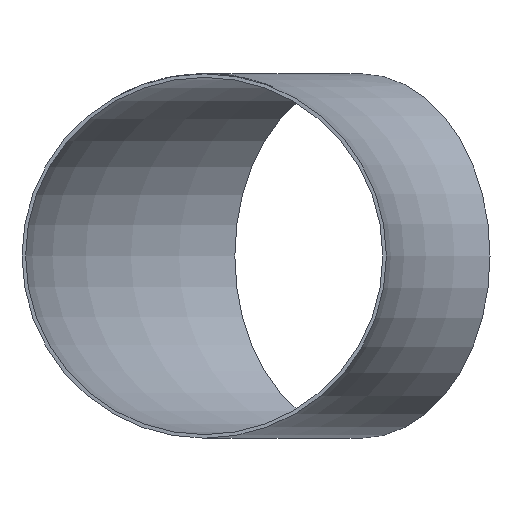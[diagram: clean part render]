
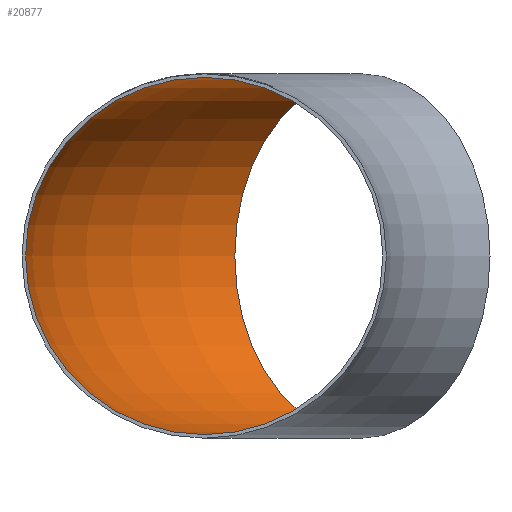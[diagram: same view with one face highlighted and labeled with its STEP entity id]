
A CAD part, front view. The second image highlights one B-rep face of the part: STEP entity #20877.
In plain terms, the highlighted toroidal (fillet/blend) face has major radius 450 mm and minor radius 150 mm.
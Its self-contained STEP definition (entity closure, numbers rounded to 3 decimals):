
#2881 = CARTESIAN_POINT ( 'NONE',  ( -450., 0., 0. ) ) ;
#4049 = VERTEX_POINT ( 'NONE', #7092 ) ;
#4178 = ORIENTED_EDGE ( 'NONE', *, *, #23064, .F. ) ;
#6744 = VERTEX_POINT ( 'NONE', #14821 ) ;
#7092 = CARTESIAN_POINT ( 'NONE',  ( -450., 0., 150. ) ) ;
#7334 = EDGE_CURVE ( 'NONE', #6744, #6744, #33928, .T. ) ;
#8255 = TOROIDAL_SURFACE ( 'NONE', #11116, 450., 150. ) ;
#8273 = DIRECTION ( 'NONE',  ( 0., 1., 0. ) ) ;
#9023 = EDGE_LOOP ( 'NONE', ( #20060 ) ) ;
#10104 = FACE_OUTER_BOUND ( 'NONE', #35366, .T. ) ;
#10455 = CARTESIAN_POINT ( 'NONE',  ( 0., 0., 0. ) ) ;
#11116 = AXIS2_PLACEMENT_3D ( 'NONE', #10455, #35079, #23952 ) ;
#14821 = CARTESIAN_POINT ( 'NONE',  ( -424.264, 424.264, 0. ) ) ;
#17657 = DIRECTION ( 'NONE',  ( 0.707, 0.707, 0. ) ) ;
#18561 = FACE_OUTER_BOUND ( 'NONE', #9023, .T. ) ;
#20060 = ORIENTED_EDGE ( 'NONE', *, *, #7334, .T. ) ;
#20877 = ADVANCED_FACE ( 'NONE', ( #18561, #10104 ), #8255, .F. ) ;
#23064 = EDGE_CURVE ( 'NONE', #4049, #4049, #33058, .T. ) ;
#23952 = DIRECTION ( 'NONE',  ( -1., 0., 0. ) ) ;
#25581 = DIRECTION ( 'NONE',  ( -0.707, 0.707, 0. ) ) ;
#27620 = AXIS2_PLACEMENT_3D ( 'NONE', #34199, #17657, #25581 ) ;
#33058 = CIRCLE ( 'NONE', #33631, 150. ) ;
#33410 = DIRECTION ( 'NONE',  ( 0., 0., 1. ) ) ;
#33631 = AXIS2_PLACEMENT_3D ( 'NONE', #2881, #8273, #33410 ) ;
#33928 = CIRCLE ( 'NONE', #27620, 150. ) ;
#34199 = CARTESIAN_POINT ( 'NONE',  ( -318.198, 318.198, 0. ) ) ;
#35079 = DIRECTION ( 'NONE',  ( 0., 0., -1. ) ) ;
#35366 = EDGE_LOOP ( 'NONE', ( #4178 ) ) ;
